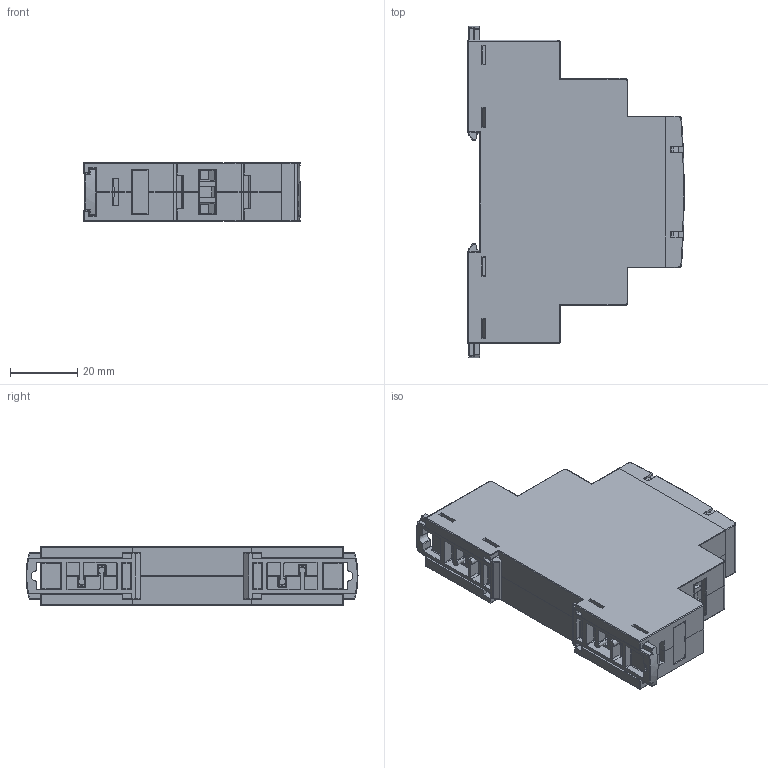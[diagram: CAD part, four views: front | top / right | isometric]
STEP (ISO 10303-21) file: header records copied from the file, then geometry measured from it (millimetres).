
FILE_DESCRIPTION (( 'STEP AP214' ), '1' );
FILE_NAME ('RLK-3....STEP', '2017-07-06T11:47:42', ( '' ), ( '' ), 'SwSTEP 2.0', 'SolidWorks 2017', '' );
FILE_SCHEMA (( 'AUTOMOTIVE_DESIGN' ));
Length unit declared in the file: millimetre
Products named in the file (1): RLK-3...
Bounding box: 64.24 x 98.6 x 17.5 mm (x, y, z)
Volume: 23461 mm3; surface area: 37864.7 mm2
Topology: 9 solids, 11 shells, 2022 faces, 5647 edges, 3771 vertices
Faces by surface type: plane 1141, cylinder 518, bspline 229, torus 64, sphere 46, cone 24
Entity records: 99321 total; most frequent: CARTESIAN_POINT 27266, ORIENTED_EDGE 11254, DIRECTION 9060, EDGE_CURVE 5627, VERTEX_POINT 3771, VECTOR 3576, LINE 3576, AXIS2_PLACEMENT_3D 2742
